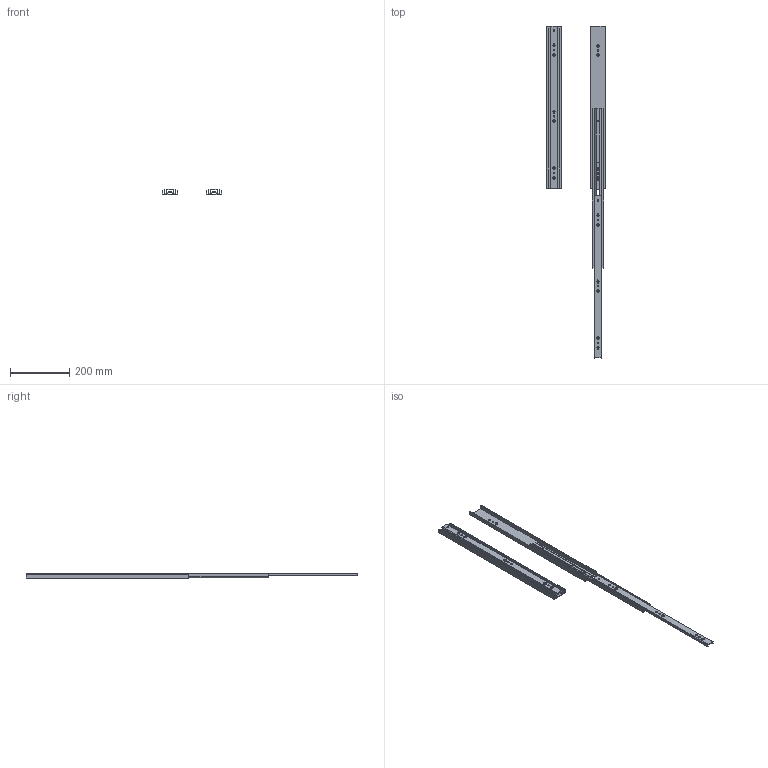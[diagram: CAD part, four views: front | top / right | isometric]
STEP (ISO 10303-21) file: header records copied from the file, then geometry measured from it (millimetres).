
FILE_DESCRIPTION( ( 'Unknown' ), '1' );
FILE_NAME( '76008-550(閉合+展長).stp', 'Unknown', ( 'Unknown' ), ( 'Unknown' ), 'PSStep 14.0', 'Unknown', ' ' );
FILE_SCHEMA( ( 'AUTOMOTIVE_DESIGN { 1 0 10303 214 1 1 1 1 }' ) );
Length unit declared in the file: millimetre
Products named in the file (6): ; 外框-550; 中框-550; 內框-550; 76008-550; Assem1
Assembly tree (8 placements, depth 3):
  Assem1
  
      外框-550
      中框-550
      內框-550
    76008-550
      外框-550
      中框-550
      內框-550
Bounding box: 202.13 x 1124.25 x 19 mm (x, y, z)
Volume: 389780.5 mm3; surface area: 408281.3 mm2
Topology: 6 solids, 6 shells, 672 faces, 2018 edges, 1346 vertices
Faces by surface type: plane 304, cylinder 272, cone 96
Full cylindrical faces by diameter (mm): 5 x16
Entity records: 14522 total; most frequent: CARTESIAN_POINT 2475, ORIENTED_EDGE 2000, DIRECTION 1906, EDGE_CURVE 1000, AXIS2_PLACEMENT_3D 679, VERTEX_POINT 672, LINE 548, VECTOR 548
